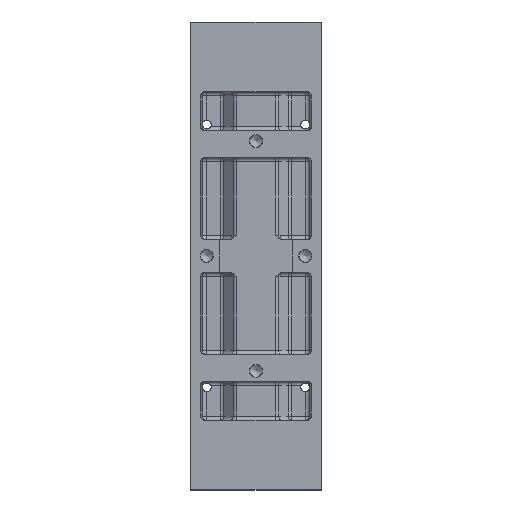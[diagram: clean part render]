
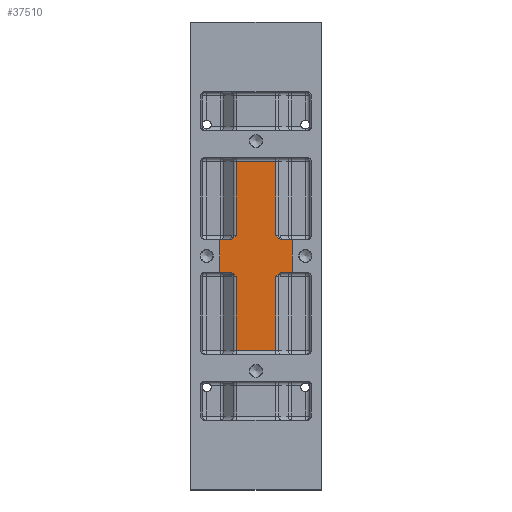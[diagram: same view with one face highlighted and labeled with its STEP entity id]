
A CAD part, front view. The second image highlights one B-rep face of the part: STEP entity #37510.
In plain terms, the highlighted planar face has unit normal (0, -1, 0).
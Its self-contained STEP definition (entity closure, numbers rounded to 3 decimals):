
#706=ELLIPSE('',#40025,0.354,0.25);
#707=ELLIPSE('',#40065,0.354,0.25);
#714=ELLIPSE('',#40175,0.354,0.25);
#715=ELLIPSE('',#40208,0.354,0.25);
#790=B_SPLINE_CURVE_WITH_KNOTS('',3,(#52275,#52276,#52277,#52278,#52279,
#52280,#52281,#52282),.UNSPECIFIED.,.F.,.F.,(4,2,2,4),(3.667,
3.696,4.069,4.442),.UNSPECIFIED.);
#791=B_SPLINE_CURVE_WITH_KNOTS('',3,(#52353,#52354,#52355,#52356,#52357,
#52358,#52359,#52360),.UNSPECIFIED.,.F.,.F.,(4,2,2,4),(0.,0.373,
0.747,0.775),.UNSPECIFIED.);
#792=B_SPLINE_CURVE_WITH_KNOTS('',3,(#52601,#52602,#52603,#52604,#52605,
#52606,#52607,#52608),.UNSPECIFIED.,.F.,.F.,(4,2,2,4),(0.,0.373,
0.747,0.775),.UNSPECIFIED.);
#793=B_SPLINE_CURVE_WITH_KNOTS('',3,(#52664,#52665,#52666,#52667,#52668,
#52669,#52670,#52671),.UNSPECIFIED.,.F.,.F.,(4,2,2,4),(3.667,
3.696,4.069,4.442),.UNSPECIFIED.);
#2197=PLANE('',#40214);
#3916=FACE_OUTER_BOUND('',#6042,.T.);
#6042=EDGE_LOOP('',(#28013,#28014,#28015,#28016,#28017,#28018,#28019,#28020,
#28021,#28022,#28023,#28024,#28025,#28026,#28027,#28028,#28029,#28030,#28031,
#28032));
#8524=LINE('',#52307,#12429);
#8535=LINE('',#52369,#12440);
#8546=LINE('',#52400,#12451);
#8579=LINE('',#52563,#12484);
#8600=LINE('',#52679,#12505);
#8601=LINE('',#52681,#12506);
#8602=LINE('',#52682,#12507);
#8603=LINE('',#52683,#12508);
#8604=LINE('',#52684,#12509);
#8605=LINE('',#52686,#12510);
#8606=LINE('',#52687,#12511);
#8607=LINE('',#52688,#12512);
#12429=VECTOR('',#43731,0.394);
#12440=VECTOR('',#43798,0.394);
#12451=VECTOR('',#43833,0.394);
#12484=VECTOR('',#44026,0.394);
#12505=VECTOR('',#44153,0.394);
#12506=VECTOR('',#44154,0.394);
#12507=VECTOR('',#44155,0.394);
#12508=VECTOR('',#44156,0.394);
#12509=VECTOR('',#44157,0.394);
#12510=VECTOR('',#44158,0.394);
#12511=VECTOR('',#44159,0.394);
#12512=VECTOR('',#44160,0.394);
#17092=VERTEX_POINT('',#52250);
#17098=VERTEX_POINT('',#52268);
#17100=VERTEX_POINT('',#52274);
#17104=VERTEX_POINT('',#52297);
#17106=VERTEX_POINT('',#52303);
#17116=VERTEX_POINT('',#52340);
#17117=VERTEX_POINT('',#52346);
#17119=VERTEX_POINT('',#52352);
#17122=VERTEX_POINT('',#52367);
#17130=VERTEX_POINT('',#52399);
#17167=VERTEX_POINT('',#52530);
#17178=VERTEX_POINT('',#52555);
#17180=VERTEX_POINT('',#52561);
#17189=VERTEX_POINT('',#52587);
#17191=VERTEX_POINT('',#52594);
#17193=VERTEX_POINT('',#52600);
#17204=VERTEX_POINT('',#52657);
#17206=VERTEX_POINT('',#52663);
#17207=VERTEX_POINT('',#52680);
#17208=VERTEX_POINT('',#52685);
#21172=EDGE_CURVE('',#17098,#17092,#706,.F.);
#21175=EDGE_CURVE('',#17100,#17098,#790,.F.);
#21188=EDGE_CURVE('',#17104,#17106,#8524,.T.);
#21208=EDGE_CURVE('',#17117,#17116,#707,.T.);
#21211=EDGE_CURVE('',#17119,#17117,#791,.T.);
#21216=EDGE_CURVE('',#17122,#17092,#8535,.T.);
#21231=EDGE_CURVE('',#17116,#17130,#8546,.T.);
#21312=EDGE_CURVE('',#17180,#17178,#8579,.T.);
#21328=EDGE_CURVE('',#17191,#17189,#714,.T.);
#21331=EDGE_CURVE('',#17193,#17191,#792,.T.);
#21357=EDGE_CURVE('',#17204,#17167,#715,.F.);
#21360=EDGE_CURVE('',#17206,#17204,#793,.F.);
#21365=EDGE_CURVE('',#17100,#17104,#8600,.T.);
#21366=EDGE_CURVE('',#17122,#17207,#8601,.T.);
#21367=EDGE_CURVE('',#17189,#17207,#8602,.T.);
#21368=EDGE_CURVE('',#17178,#17193,#8603,.T.);
#21369=EDGE_CURVE('',#17206,#17180,#8604,.T.);
#21370=EDGE_CURVE('',#17208,#17167,#8605,.T.);
#21371=EDGE_CURVE('',#17208,#17130,#8606,.T.);
#21372=EDGE_CURVE('',#17106,#17119,#8607,.T.);
#28013=ORIENTED_EDGE('',*,*,#21188,.F.);
#28014=ORIENTED_EDGE('',*,*,#21365,.F.);
#28015=ORIENTED_EDGE('',*,*,#21175,.T.);
#28016=ORIENTED_EDGE('',*,*,#21172,.T.);
#28017=ORIENTED_EDGE('',*,*,#21216,.F.);
#28018=ORIENTED_EDGE('',*,*,#21366,.T.);
#28019=ORIENTED_EDGE('',*,*,#21367,.F.);
#28020=ORIENTED_EDGE('',*,*,#21328,.F.);
#28021=ORIENTED_EDGE('',*,*,#21331,.F.);
#28022=ORIENTED_EDGE('',*,*,#21368,.F.);
#28023=ORIENTED_EDGE('',*,*,#21312,.F.);
#28024=ORIENTED_EDGE('',*,*,#21369,.F.);
#28025=ORIENTED_EDGE('',*,*,#21360,.T.);
#28026=ORIENTED_EDGE('',*,*,#21357,.T.);
#28027=ORIENTED_EDGE('',*,*,#21370,.F.);
#28028=ORIENTED_EDGE('',*,*,#21371,.T.);
#28029=ORIENTED_EDGE('',*,*,#21231,.F.);
#28030=ORIENTED_EDGE('',*,*,#21208,.F.);
#28031=ORIENTED_EDGE('',*,*,#21211,.F.);
#28032=ORIENTED_EDGE('',*,*,#21372,.F.);
#37510=ADVANCED_FACE('',(#3916),#2197,.T.);
#40025=AXIS2_PLACEMENT_3D('',#52269,#43693,#43694);
#40065=AXIS2_PLACEMENT_3D('',#52347,#43784,#43785);
#40175=AXIS2_PLACEMENT_3D('',#52595,#44060,#44061);
#40208=AXIS2_PLACEMENT_3D('',#52658,#44135,#44136);
#40214=AXIS2_PLACEMENT_3D('',#52678,#44151,#44152);
#43693=DIRECTION('center_axis',(0.,-1.,0.));
#43694=DIRECTION('ref_axis',(-1.,0.,0.));
#43731=DIRECTION('',(-1.,0.,0.));
#43784=DIRECTION('center_axis',(0.,-1.,0.));
#43785=DIRECTION('ref_axis',(1.,0.,0.));
#43798=DIRECTION('',(-1.,0.,0.));
#43833=DIRECTION('',(-1.,0.,0.));
#44026=DIRECTION('',(1.,0.,0.));
#44060=DIRECTION('center_axis',(0.,-1.,0.));
#44061=DIRECTION('ref_axis',(-1.,0.,0.));
#44135=DIRECTION('center_axis',(0.,-1.,0.));
#44136=DIRECTION('ref_axis',(1.,0.,0.));
#44151=DIRECTION('center_axis',(0.,-1.,0.));
#44152=DIRECTION('ref_axis',(0.,0.,-1.));
#44153=DIRECTION('',(0.,0.,-1.));
#44154=DIRECTION('',(0.,0.,1.));
#44155=DIRECTION('',(1.,0.,0.));
#44156=DIRECTION('',(0.,0.,-1.));
#44157=DIRECTION('',(0.,0.,1.));
#44158=DIRECTION('',(1.,0.,0.));
#44159=DIRECTION('',(0.,0.,-1.));
#44160=DIRECTION('',(0.,0.,1.));
#52250=CARTESIAN_POINT('',(5.649,0.52,13.25));
#52268=CARTESIAN_POINT('',(5.442,0.52,13.203));
#52269=CARTESIAN_POINT('Origin',(5.649,0.52,13.));
#52274=CARTESIAN_POINT('',(5.192,0.52,13.));
#52275=CARTESIAN_POINT('Ctrl Pts',(5.442,0.52,13.203));
#52276=CARTESIAN_POINT('Ctrl Pts',(5.439,0.52,13.201));
#52277=CARTESIAN_POINT('Ctrl Pts',(5.436,0.52,13.199));
#52278=CARTESIAN_POINT('Ctrl Pts',(5.389,0.52,13.174));
#52279=CARTESIAN_POINT('Ctrl Pts',(5.346,0.52,13.143));
#52280=CARTESIAN_POINT('Ctrl Pts',(5.265,0.52,13.073));
#52281=CARTESIAN_POINT('Ctrl Pts',(5.227,0.52,13.035));
#52282=CARTESIAN_POINT('Ctrl Pts',(5.192,0.52,13.));
#52297=CARTESIAN_POINT('',(5.192,0.52,8.5));
#52303=CARTESIAN_POINT('',(2.808,0.52,8.5));
#52307=CARTESIAN_POINT('',(3.352,0.52,8.5));
#52340=CARTESIAN_POINT('',(2.351,0.52,13.25));
#52346=CARTESIAN_POINT('',(2.558,0.52,13.203));
#52347=CARTESIAN_POINT('Origin',(2.351,0.52,13.));
#52352=CARTESIAN_POINT('',(2.808,0.52,13.));
#52353=CARTESIAN_POINT('Ctrl Pts',(2.808,0.52,13.));
#52354=CARTESIAN_POINT('Ctrl Pts',(2.773,0.52,13.035));
#52355=CARTESIAN_POINT('Ctrl Pts',(2.735,0.52,13.073));
#52356=CARTESIAN_POINT('Ctrl Pts',(2.654,0.52,13.143));
#52357=CARTESIAN_POINT('Ctrl Pts',(2.611,0.52,13.174));
#52358=CARTESIAN_POINT('Ctrl Pts',(2.564,0.52,13.199));
#52359=CARTESIAN_POINT('Ctrl Pts',(2.561,0.52,13.201));
#52360=CARTESIAN_POINT('Ctrl Pts',(2.558,0.52,13.203));
#52367=CARTESIAN_POINT('',(6.22,0.52,13.25));
#52369=CARTESIAN_POINT('',(4.,0.52,13.25));
#52399=CARTESIAN_POINT('',(1.78,0.52,13.25));
#52400=CARTESIAN_POINT('',(4.,0.52,13.25));
#52530=CARTESIAN_POINT('',(2.351,0.52,15.25));
#52555=CARTESIAN_POINT('',(5.192,0.52,20.));
#52561=CARTESIAN_POINT('',(2.808,0.52,20.));
#52563=CARTESIAN_POINT('',(3.352,0.52,20.));
#52587=CARTESIAN_POINT('',(5.649,0.52,15.25));
#52594=CARTESIAN_POINT('',(5.442,0.52,15.297));
#52595=CARTESIAN_POINT('Origin',(5.649,0.52,15.5));
#52600=CARTESIAN_POINT('',(5.192,0.52,15.5));
#52601=CARTESIAN_POINT('Ctrl Pts',(5.192,0.52,15.5));
#52602=CARTESIAN_POINT('Ctrl Pts',(5.227,0.52,15.465));
#52603=CARTESIAN_POINT('Ctrl Pts',(5.265,0.52,15.427));
#52604=CARTESIAN_POINT('Ctrl Pts',(5.346,0.52,15.357));
#52605=CARTESIAN_POINT('Ctrl Pts',(5.389,0.52,15.326));
#52606=CARTESIAN_POINT('Ctrl Pts',(5.436,0.52,15.301));
#52607=CARTESIAN_POINT('Ctrl Pts',(5.439,0.52,15.299));
#52608=CARTESIAN_POINT('Ctrl Pts',(5.442,0.52,15.297));
#52657=CARTESIAN_POINT('',(2.558,0.52,15.297));
#52658=CARTESIAN_POINT('Origin',(2.351,0.52,15.5));
#52663=CARTESIAN_POINT('',(2.808,0.52,15.5));
#52664=CARTESIAN_POINT('Ctrl Pts',(2.558,0.52,15.297));
#52665=CARTESIAN_POINT('Ctrl Pts',(2.561,0.52,15.299));
#52666=CARTESIAN_POINT('Ctrl Pts',(2.564,0.52,15.301));
#52667=CARTESIAN_POINT('Ctrl Pts',(2.611,0.52,15.326));
#52668=CARTESIAN_POINT('Ctrl Pts',(2.654,0.52,15.357));
#52669=CARTESIAN_POINT('Ctrl Pts',(2.735,0.52,15.427));
#52670=CARTESIAN_POINT('Ctrl Pts',(2.773,0.52,15.465));
#52671=CARTESIAN_POINT('Ctrl Pts',(2.808,0.52,15.5));
#52678=CARTESIAN_POINT('Origin',(2.704,0.52,20.25));
#52679=CARTESIAN_POINT('',(5.192,0.52,14.25));
#52680=CARTESIAN_POINT('',(6.22,0.52,15.25));
#52681=CARTESIAN_POINT('',(6.22,0.52,13.75));
#52682=CARTESIAN_POINT('',(4.,0.52,15.25));
#52683=CARTESIAN_POINT('',(5.192,0.52,20.25));
#52684=CARTESIAN_POINT('',(2.808,0.52,20.25));
#52685=CARTESIAN_POINT('',(1.78,0.52,15.25));
#52686=CARTESIAN_POINT('',(4.,0.52,15.25));
#52687=CARTESIAN_POINT('',(1.78,0.52,14.75));
#52688=CARTESIAN_POINT('',(2.808,0.52,14.25));
